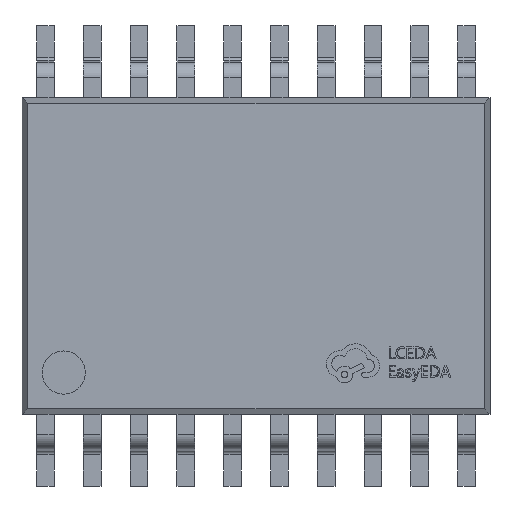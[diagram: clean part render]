
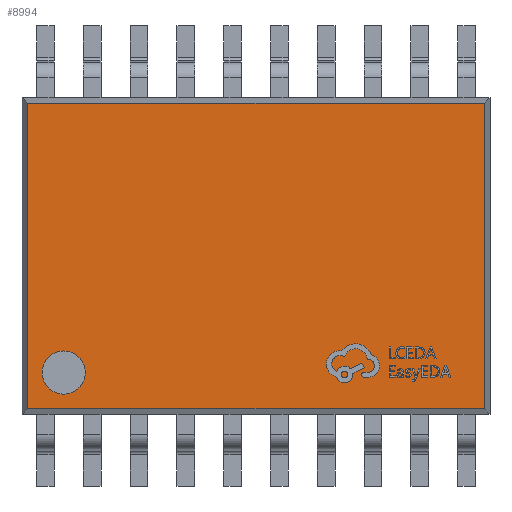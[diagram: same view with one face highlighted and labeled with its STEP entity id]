
A CAD part, top view. The second image highlights one B-rep face of the part: STEP entity #8994.
In plain terms, the highlighted planar face has unit normal (0, 0, 1).
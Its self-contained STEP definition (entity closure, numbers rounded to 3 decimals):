
#62 = CARTESIAN_POINT ( 'NONE',  ( 0., 0., 0.525 ) ) ;
#371 = ORIENTED_EDGE ( 'NONE', *, *, #5922, .F. ) ;
#1039 = DIRECTION ( 'NONE',  ( 0., -1., 0. ) ) ;
#1183 = CARTESIAN_POINT ( 'NONE',  ( 0., -2.121, 0.525 ) ) ;
#1591 = VERTEX_POINT ( 'NONE', #13824 ) ;
#1746 = CARTESIAN_POINT ( 'NONE',  ( 3.171, 2.121, 0.525 ) ) ;
#1991 = DIRECTION ( 'NONE',  ( 1., 0., 0. ) ) ;
#3004 = VERTEX_POINT ( 'NONE', #1746 ) ;
#3773 = ORIENTED_EDGE ( 'NONE', *, *, #18244, .F. ) ;
#3850 = PLANE ( 'NONE',  #6711 ) ;
#4815 = VERTEX_POINT ( 'NONE', #5691 ) ;
#5366 = AXIS2_PLACEMENT_3D ( 'NONE', #18992, #12452, #14845 ) ;
#5691 = CARTESIAN_POINT ( 'NONE',  ( -2.971, -1.621, 0.525 ) ) ;
#5922 = EDGE_CURVE ( 'NONE', #4815, #19430, #16060, .T. ) ;
#5959 = DIRECTION ( 'NONE',  ( 1., 0., 0. ) ) ;
#6521 = CARTESIAN_POINT ( 'NONE',  ( -3.171, -2.121, 0.525 ) ) ;
#6535 = VERTEX_POINT ( 'NONE', #19178 ) ;
#6711 = AXIS2_PLACEMENT_3D ( 'NONE', #62, #19029, #15018 ) ;
#6923 = EDGE_LOOP ( 'NONE', ( #6986, #26558, #13059, #3773 ) ) ;
#6986 = ORIENTED_EDGE ( 'NONE', *, *, #15028, .F. ) ;
#7597 = DIRECTION ( 'NONE',  ( -1., 0., 0. ) ) ;
#8994 = ADVANCED_FACE ( 'NONE', ( #18901, #19313 ), #3850, .F. ) ;
#9806 = EDGE_CURVE ( 'NONE', #6535, #3004, #20711, .T. ) ;
#10757 = CIRCLE ( 'NONE', #23668, 0.3 ) ;
#12410 = DIRECTION ( 'NONE',  ( 0., 1., 0. ) ) ;
#12452 = DIRECTION ( 'NONE',  ( 0., 0., 1. ) ) ;
#13059 = ORIENTED_EDGE ( 'NONE', *, *, #9806, .F. ) ;
#13824 = CARTESIAN_POINT ( 'NONE',  ( 3.171, -2.121, 0.525 ) ) ;
#13896 = VECTOR ( 'NONE', #1039, 1000. ) ;
#14653 = LINE ( 'NONE', #25394, #16731 ) ;
#14845 = DIRECTION ( 'NONE',  ( 1., 0., 0. ) ) ;
#15018 = DIRECTION ( 'NONE',  ( -1., 0., 0. ) ) ;
#15028 = EDGE_CURVE ( 'NONE', #1591, #24243, #22625, .T. ) ;
#15704 = CARTESIAN_POINT ( 'NONE',  ( 3.171, 0., 0.525 ) ) ;
#15739 = EDGE_LOOP ( 'NONE', ( #17764, #371 ) ) ;
#16060 = CIRCLE ( 'NONE', #5366, 0.3 ) ;
#16731 = VECTOR ( 'NONE', #12410, 1000. ) ;
#17764 = ORIENTED_EDGE ( 'NONE', *, *, #23645, .F. ) ;
#18244 = EDGE_CURVE ( 'NONE', #24243, #6535, #14653, .T. ) ;
#18623 = CARTESIAN_POINT ( 'NONE',  ( 0., 2.121, 0.525 ) ) ;
#18700 = VECTOR ( 'NONE', #5959, 1000. ) ;
#18901 = FACE_BOUND ( 'NONE', #15739, .T. ) ;
#18992 = CARTESIAN_POINT ( 'NONE',  ( -2.671, -1.621, 0.525 ) ) ;
#19029 = DIRECTION ( 'NONE',  ( 0., 0., -1. ) ) ;
#19178 = CARTESIAN_POINT ( 'NONE',  ( -3.171, 2.121, 0.525 ) ) ;
#19289 = DIRECTION ( 'NONE',  ( 0., 0., 1. ) ) ;
#19313 = FACE_OUTER_BOUND ( 'NONE', #6923, .T. ) ;
#19430 = VERTEX_POINT ( 'NONE', #26607 ) ;
#20154 = LINE ( 'NONE', #15704, #13896 ) ;
#20711 = LINE ( 'NONE', #18623, #18700 ) ;
#22625 = LINE ( 'NONE', #1183, #22758 ) ;
#22758 = VECTOR ( 'NONE', #7597, 1000. ) ;
#23645 = EDGE_CURVE ( 'NONE', #19430, #4815, #10757, .T. ) ;
#23668 = AXIS2_PLACEMENT_3D ( 'NONE', #26227, #19289, #1991 ) ;
#24243 = VERTEX_POINT ( 'NONE', #6521 ) ;
#25394 = CARTESIAN_POINT ( 'NONE',  ( -3.171, 0., 0.525 ) ) ;
#25417 = EDGE_CURVE ( 'NONE', #3004, #1591, #20154, .T. ) ;
#26227 = CARTESIAN_POINT ( 'NONE',  ( -2.671, -1.621, 0.525 ) ) ;
#26558 = ORIENTED_EDGE ( 'NONE', *, *, #25417, .F. ) ;
#26607 = CARTESIAN_POINT ( 'NONE',  ( -2.371, -1.621, 0.525 ) ) ;
